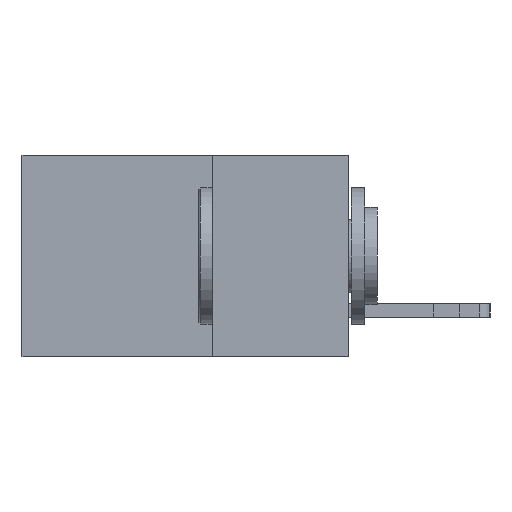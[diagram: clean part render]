
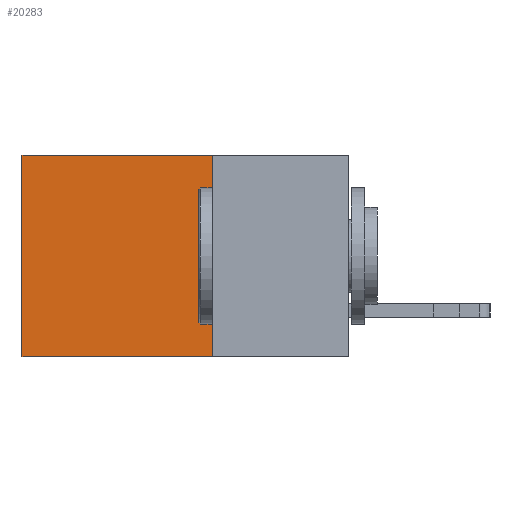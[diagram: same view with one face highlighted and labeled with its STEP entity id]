
A CAD part, left-side view. The second image highlights one B-rep face of the part: STEP entity #20283.
In plain terms, the highlighted planar face has unit normal (-1, 0, 0).
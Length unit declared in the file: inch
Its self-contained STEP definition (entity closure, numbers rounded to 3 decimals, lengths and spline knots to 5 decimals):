
#2806 = VERTEX_POINT ( 'NONE', #14193 ) ;
#4452 = CARTESIAN_POINT ( 'NONE',  ( 0.298, 0.25, -0.37 ) ) ;
#5045 = LINE ( 'NONE', #22788, #14913 ) ;
#7604 = LINE ( 'NONE', #19230, #12845 ) ;
#7729 = CARTESIAN_POINT ( 'NONE',  ( 0.298, 0.25, -0.37 ) ) ;
#7750 = EDGE_CURVE ( 'NONE', #2806, #21632, #19628, .T. ) ;
#7966 = PLANE ( 'NONE',  #24810 ) ;
#8010 = EDGE_CURVE ( 'NONE', #22781, #8399, #7604, .T. ) ;
#8399 = VERTEX_POINT ( 'NONE', #18508 ) ;
#8447 = CARTESIAN_POINT ( 'NONE',  ( 0.298, 0.6, 0. ) ) ;
#8655 = DIRECTION ( 'NONE',  ( 0., 0., -1. ) ) ;
#8969 = DIRECTION ( 'NONE',  ( 0., 1., 0. ) ) ;
#9722 = FACE_OUTER_BOUND ( 'NONE', #25221, .T. ) ;
#9962 = DIRECTION ( 'NONE',  ( 1., 0., 0. ) ) ;
#10235 = EDGE_CURVE ( 'NONE', #21632, #8399, #17497, .T. ) ;
#12845 = VECTOR ( 'NONE', #21240, 39.37008 ) ;
#13780 = VECTOR ( 'NONE', #8655, 39.37008 ) ;
#13834 = CARTESIAN_POINT ( 'NONE',  ( 0.298, 0.25, 0. ) ) ;
#14193 = CARTESIAN_POINT ( 'NONE',  ( 0.298, 0.25, 0. ) ) ;
#14913 = VECTOR ( 'NONE', #8969, 39.37008 ) ;
#16233 = VECTOR ( 'NONE', #21525, 39.37008 ) ;
#16290 = ORIENTED_EDGE ( 'NONE', *, *, #10235, .F. ) ;
#16673 = ORIENTED_EDGE ( 'NONE', *, *, #7750, .F. ) ;
#17497 = LINE ( 'NONE', #7729, #16233 ) ;
#18450 = CARTESIAN_POINT ( 'NONE',  ( 0.298, 0.25, 0. ) ) ;
#18459 = ORIENTED_EDGE ( 'NONE', *, *, #8010, .T. ) ;
#18508 = CARTESIAN_POINT ( 'NONE',  ( 0.298, 0.6, -0.37 ) ) ;
#19230 = CARTESIAN_POINT ( 'NONE',  ( 0.298, 0.6, 0. ) ) ;
#19628 = LINE ( 'NONE', #18450, #13780 ) ;
#20283 = ADVANCED_FACE ( 'NONE', ( #9722 ), #7966, .F. ) ;
#21140 = EDGE_CURVE ( 'NONE', #2806, #22781, #5045, .T. ) ;
#21240 = DIRECTION ( 'NONE',  ( 0., 0., -1. ) ) ;
#21365 = ORIENTED_EDGE ( 'NONE', *, *, #21140, .T. ) ;
#21525 = DIRECTION ( 'NONE',  ( 0., 1., 0. ) ) ;
#21632 = VERTEX_POINT ( 'NONE', #4452 ) ;
#22781 = VERTEX_POINT ( 'NONE', #8447 ) ;
#22788 = CARTESIAN_POINT ( 'NONE',  ( 0.298, 0.25, 0. ) ) ;
#23776 = DIRECTION ( 'NONE',  ( 0., 0., -1. ) ) ;
#24810 = AXIS2_PLACEMENT_3D ( 'NONE', #13834, #9962, #23776 ) ;
#25221 = EDGE_LOOP ( 'NONE', ( #18459, #16290, #16673, #21365 ) ) ;
